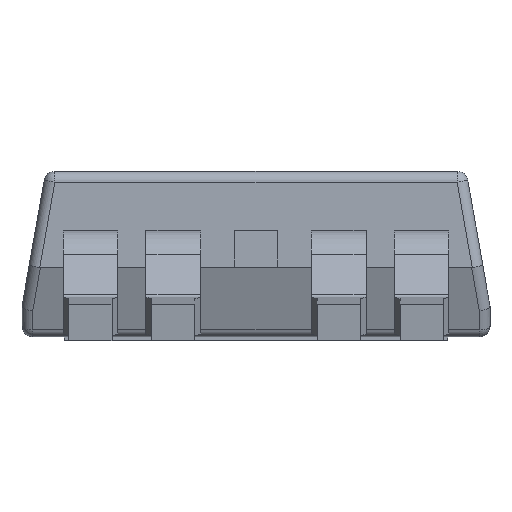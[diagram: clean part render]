
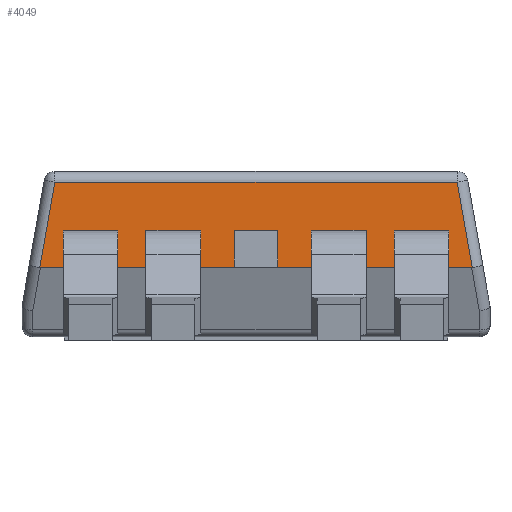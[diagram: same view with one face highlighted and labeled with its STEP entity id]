
A CAD part, front view. The second image highlights one B-rep face of the part: STEP entity #4049.
In plain terms, the highlighted planar face has unit normal (0, -1, 0).
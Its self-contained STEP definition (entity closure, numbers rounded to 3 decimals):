
#15=ELLIPSE('',#4260,0.445,0.15);
#25=ELLIPSE('',#4303,0.445,0.15);
#47=FACE_BOUND('',#499,.T.);
#48=FACE_BOUND('',#500,.T.);
#49=FACE_BOUND('',#501,.T.);
#50=FACE_BOUND('',#502,.T.);
#51=FACE_BOUND('',#503,.T.);
#266=FACE_OUTER_BOUND('',#498,.T.);
#498=EDGE_LOOP('',(#3104,#3105,#3106,#3107,#3108,#3109));
#499=EDGE_LOOP('',(#3110,#3111,#3112,#3113));
#500=EDGE_LOOP('',(#3114,#3115,#3116,#3117));
#501=EDGE_LOOP('',(#3118,#3119,#3120,#3121));
#502=EDGE_LOOP('',(#3122,#3123,#3124,#3125));
#503=EDGE_LOOP('',(#3126,#3127,#3128,#3129));
#860=LINE('',#6105,#1349);
#861=LINE('',#6113,#1350);
#869=LINE('',#6143,#1358);
#888=LINE('',#6186,#1377);
#889=LINE('',#6189,#1378);
#890=LINE('',#6191,#1379);
#891=LINE('',#6193,#1380);
#892=LINE('',#6194,#1381);
#893=LINE('',#6197,#1382);
#894=LINE('',#6199,#1383);
#895=LINE('',#6201,#1384);
#896=LINE('',#6202,#1385);
#897=LINE('',#6205,#1386);
#898=LINE('',#6207,#1387);
#899=LINE('',#6209,#1388);
#900=LINE('',#6210,#1389);
#901=LINE('',#6213,#1390);
#902=LINE('',#6215,#1391);
#903=LINE('',#6217,#1392);
#904=LINE('',#6218,#1393);
#905=LINE('',#6221,#1394);
#906=LINE('',#6223,#1395);
#907=LINE('',#6225,#1396);
#908=LINE('',#6226,#1397);
#1349=VECTOR('',#4953,1.206);
#1350=VECTOR('',#4964,5.588);
#1358=VECTOR('',#5002,1.206);
#1377=VECTOR('',#5055,5.989);
#1378=VECTOR('',#5056,0.6);
#1379=VECTOR('',#5057,0.51);
#1380=VECTOR('',#5058,0.6);
#1381=VECTOR('',#5059,0.51);
#1382=VECTOR('',#5060,0.51);
#1383=VECTOR('',#5061,0.6);
#1384=VECTOR('',#5062,0.51);
#1385=VECTOR('',#5063,0.6);
#1386=VECTOR('',#5064,0.6);
#1387=VECTOR('',#5065,0.51);
#1388=VECTOR('',#5066,0.6);
#1389=VECTOR('',#5067,0.51);
#1390=VECTOR('',#5068,0.51);
#1391=VECTOR('',#5069,0.6);
#1392=VECTOR('',#5070,0.51);
#1393=VECTOR('',#5071,0.6);
#1394=VECTOR('',#5072,0.51);
#1395=VECTOR('',#5073,0.6);
#1396=VECTOR('',#5074,0.51);
#1397=VECTOR('',#5075,0.6);
#1767=VERTEX_POINT('',#6065);
#1768=VERTEX_POINT('',#6067);
#1778=VERTEX_POINT('',#6098);
#1780=VERTEX_POINT('',#6107);
#1788=VERTEX_POINT('',#6142);
#1793=VERTEX_POINT('',#6156);
#1796=VERTEX_POINT('',#6187);
#1797=VERTEX_POINT('',#6188);
#1798=VERTEX_POINT('',#6190);
#1799=VERTEX_POINT('',#6192);
#1800=VERTEX_POINT('',#6195);
#1801=VERTEX_POINT('',#6196);
#1802=VERTEX_POINT('',#6198);
#1803=VERTEX_POINT('',#6200);
#1804=VERTEX_POINT('',#6203);
#1805=VERTEX_POINT('',#6204);
#1806=VERTEX_POINT('',#6206);
#1807=VERTEX_POINT('',#6208);
#1808=VERTEX_POINT('',#6211);
#1809=VERTEX_POINT('',#6212);
#1810=VERTEX_POINT('',#6214);
#1811=VERTEX_POINT('',#6216);
#1812=VERTEX_POINT('',#6219);
#1813=VERTEX_POINT('',#6220);
#1814=VERTEX_POINT('',#6222);
#1815=VERTEX_POINT('',#6224);
#2204=EDGE_CURVE('',#1767,#1768,#15,.T.);
#2224=EDGE_CURVE('',#1778,#1767,#860,.T.);
#2228=EDGE_CURVE('',#1780,#1778,#861,.T.);
#2243=EDGE_CURVE('',#1788,#1780,#869,.T.);
#2251=EDGE_CURVE('',#1793,#1788,#25,.T.);
#2268=EDGE_CURVE('',#1768,#1793,#888,.T.);
#2269=EDGE_CURVE('',#1796,#1797,#889,.T.);
#2270=EDGE_CURVE('',#1798,#1796,#890,.T.);
#2271=EDGE_CURVE('',#1799,#1798,#891,.T.);
#2272=EDGE_CURVE('',#1797,#1799,#892,.T.);
#2273=EDGE_CURVE('',#1800,#1801,#893,.T.);
#2274=EDGE_CURVE('',#1802,#1800,#894,.T.);
#2275=EDGE_CURVE('',#1803,#1802,#895,.T.);
#2276=EDGE_CURVE('',#1801,#1803,#896,.T.);
#2277=EDGE_CURVE('',#1804,#1805,#897,.T.);
#2278=EDGE_CURVE('',#1806,#1804,#898,.T.);
#2279=EDGE_CURVE('',#1807,#1806,#899,.T.);
#2280=EDGE_CURVE('',#1805,#1807,#900,.T.);
#2281=EDGE_CURVE('',#1808,#1809,#901,.T.);
#2282=EDGE_CURVE('',#1810,#1808,#902,.T.);
#2283=EDGE_CURVE('',#1811,#1810,#903,.T.);
#2284=EDGE_CURVE('',#1809,#1811,#904,.T.);
#2285=EDGE_CURVE('',#1812,#1813,#905,.T.);
#2286=EDGE_CURVE('',#1814,#1812,#906,.T.);
#2287=EDGE_CURVE('',#1815,#1814,#907,.T.);
#2288=EDGE_CURVE('',#1813,#1815,#908,.T.);
#3104=ORIENTED_EDGE('',*,*,#2204,.F.);
#3105=ORIENTED_EDGE('',*,*,#2224,.F.);
#3106=ORIENTED_EDGE('',*,*,#2228,.F.);
#3107=ORIENTED_EDGE('',*,*,#2243,.F.);
#3108=ORIENTED_EDGE('',*,*,#2251,.F.);
#3109=ORIENTED_EDGE('',*,*,#2268,.F.);
#3110=ORIENTED_EDGE('',*,*,#2269,.F.);
#3111=ORIENTED_EDGE('',*,*,#2270,.F.);
#3112=ORIENTED_EDGE('',*,*,#2271,.F.);
#3113=ORIENTED_EDGE('',*,*,#2272,.F.);
#3114=ORIENTED_EDGE('',*,*,#2273,.F.);
#3115=ORIENTED_EDGE('',*,*,#2274,.F.);
#3116=ORIENTED_EDGE('',*,*,#2275,.F.);
#3117=ORIENTED_EDGE('',*,*,#2276,.F.);
#3118=ORIENTED_EDGE('',*,*,#2277,.F.);
#3119=ORIENTED_EDGE('',*,*,#2278,.F.);
#3120=ORIENTED_EDGE('',*,*,#2279,.F.);
#3121=ORIENTED_EDGE('',*,*,#2280,.F.);
#3122=ORIENTED_EDGE('',*,*,#2281,.F.);
#3123=ORIENTED_EDGE('',*,*,#2282,.F.);
#3124=ORIENTED_EDGE('',*,*,#2283,.F.);
#3125=ORIENTED_EDGE('',*,*,#2284,.F.);
#3126=ORIENTED_EDGE('',*,*,#2285,.F.);
#3127=ORIENTED_EDGE('',*,*,#2286,.F.);
#3128=ORIENTED_EDGE('',*,*,#2287,.F.);
#3129=ORIENTED_EDGE('',*,*,#2288,.F.);
#3723=PLANE('',#4314);
#4049=ADVANCED_FACE('',(#266,#47,#48,#49,#50,#51),#3723,.T.);
#4260=AXIS2_PLACEMENT_3D('',#6068,#4909,#4910);
#4303=AXIS2_PLACEMENT_3D('',#6158,#5017,#5018);
#4314=AXIS2_PLACEMENT_3D('',#6185,#5053,#5054);
#4909=DIRECTION('center_axis',(0.,1.,0.));
#4910=DIRECTION('ref_axis',(0.174,0.,-0.985));
#4953=DIRECTION('',(0.174,0.,-0.985));
#4964=DIRECTION('',(1.,0.,0.));
#5002=DIRECTION('',(0.174,0.,0.985));
#5017=DIRECTION('center_axis',(0.,1.,0.));
#5018=DIRECTION('ref_axis',(-0.174,0.,-0.985));
#5053=DIRECTION('center_axis',(0.,-1.,0.));
#5054=DIRECTION('ref_axis',(1.,0.,0.));
#5055=DIRECTION('',(-1.,0.,0.));
#5056=DIRECTION('',(1.,0.,0.));
#5057=DIRECTION('',(0.,0.,-1.));
#5058=DIRECTION('',(-1.,0.,0.));
#5059=DIRECTION('',(0.,0.,1.));
#5060=DIRECTION('',(0.,0.,-1.));
#5061=DIRECTION('',(-1.,0.,0.));
#5062=DIRECTION('',(0.,0.,1.));
#5063=DIRECTION('',(1.,0.,0.));
#5064=DIRECTION('',(1.,0.,0.));
#5065=DIRECTION('',(0.,0.,-1.));
#5066=DIRECTION('',(-1.,0.,0.));
#5067=DIRECTION('',(0.,0.,1.));
#5068=DIRECTION('',(0.,0.,1.));
#5069=DIRECTION('',(1.,0.,0.));
#5070=DIRECTION('',(0.,0.,-1.));
#5071=DIRECTION('',(-1.,0.,0.));
#5072=DIRECTION('',(0.,0.,-1.));
#5073=DIRECTION('',(-1.,0.,0.));
#5074=DIRECTION('',(0.,0.,1.));
#5075=DIRECTION('',(1.,0.,0.));
#6065=CARTESIAN_POINT('',(3.004,-2.2,1.012));
#6067=CARTESIAN_POINT('',(2.995,-2.2,1.012));
#6068=CARTESIAN_POINT('Origin',(2.926,-2.2,1.45));
#6098=CARTESIAN_POINT('',(2.794,-2.2,2.2));
#6105=CARTESIAN_POINT('',(2.958,-2.2,1.268));
#6107=CARTESIAN_POINT('',(-2.794,-2.2,2.2));
#6113=CARTESIAN_POINT('',(-1.625,-2.2,2.2));
#6142=CARTESIAN_POINT('',(-3.004,-2.2,1.012));
#6143=CARTESIAN_POINT('',(-3.056,-2.2,0.713));
#6156=CARTESIAN_POINT('',(-2.995,-2.2,1.012));
#6158=CARTESIAN_POINT('Origin',(-2.926,-2.2,1.45));
#6185=CARTESIAN_POINT('Origin',(-3.25,-2.2,0.05));
#6186=CARTESIAN_POINT('',(-1.625,-2.2,1.012));
#6187=CARTESIAN_POINT('',(-1.45,-2.2,1.02));
#6188=CARTESIAN_POINT('',(-0.85,-2.2,1.02));
#6189=CARTESIAN_POINT('',(-1.625,-2.2,1.02));
#6190=CARTESIAN_POINT('',(-1.45,-2.2,1.53));
#6191=CARTESIAN_POINT('',(-1.45,-2.2,0.025));
#6192=CARTESIAN_POINT('',(-0.85,-2.2,1.53));
#6193=CARTESIAN_POINT('',(-1.625,-2.2,1.53));
#6194=CARTESIAN_POINT('',(-0.85,-2.2,0.025));
#6195=CARTESIAN_POINT('',(2.,-2.2,1.53));
#6196=CARTESIAN_POINT('',(2.,-2.2,1.02));
#6197=CARTESIAN_POINT('',(2.,-2.2,0.025));
#6198=CARTESIAN_POINT('',(2.6,-2.2,1.53));
#6199=CARTESIAN_POINT('',(-1.625,-2.2,1.53));
#6200=CARTESIAN_POINT('',(2.6,-2.2,1.02));
#6201=CARTESIAN_POINT('',(2.6,-2.2,0.025));
#6202=CARTESIAN_POINT('',(-1.625,-2.2,1.02));
#6203=CARTESIAN_POINT('',(0.85,-2.2,1.02));
#6204=CARTESIAN_POINT('',(1.45,-2.2,1.02));
#6205=CARTESIAN_POINT('',(-1.625,-2.2,1.02));
#6206=CARTESIAN_POINT('',(0.85,-2.2,1.53));
#6207=CARTESIAN_POINT('',(0.85,-2.2,0.025));
#6208=CARTESIAN_POINT('',(1.45,-2.2,1.53));
#6209=CARTESIAN_POINT('',(-1.625,-2.2,1.53));
#6210=CARTESIAN_POINT('',(1.45,-2.2,0.025));
#6211=CARTESIAN_POINT('',(0.3,-2.2,1.02));
#6212=CARTESIAN_POINT('',(0.3,-2.2,1.53));
#6213=CARTESIAN_POINT('',(0.3,-2.2,0.025));
#6214=CARTESIAN_POINT('',(-0.3,-2.2,1.02));
#6215=CARTESIAN_POINT('',(-1.625,-2.2,1.02));
#6216=CARTESIAN_POINT('',(-0.3,-2.2,1.53));
#6217=CARTESIAN_POINT('',(-0.3,-2.2,0.025));
#6218=CARTESIAN_POINT('',(-1.625,-2.2,1.53));
#6219=CARTESIAN_POINT('',(-2.6,-2.2,1.53));
#6220=CARTESIAN_POINT('',(-2.6,-2.2,1.02));
#6221=CARTESIAN_POINT('',(-2.6,-2.2,0.025));
#6222=CARTESIAN_POINT('',(-2.,-2.2,1.53));
#6223=CARTESIAN_POINT('',(-1.625,-2.2,1.53));
#6224=CARTESIAN_POINT('',(-2.,-2.2,1.02));
#6225=CARTESIAN_POINT('',(-2.,-2.2,0.025));
#6226=CARTESIAN_POINT('',(-1.625,-2.2,1.02));
